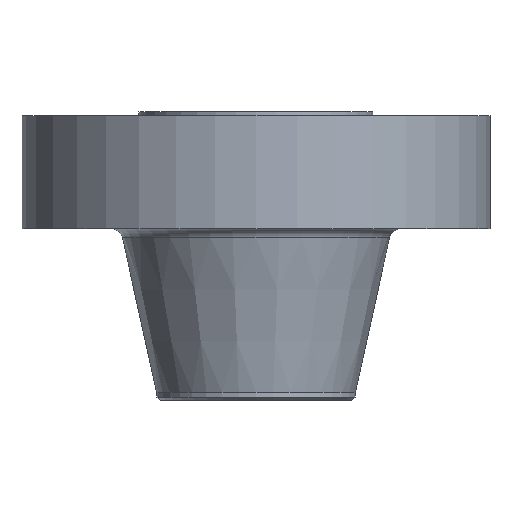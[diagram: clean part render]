
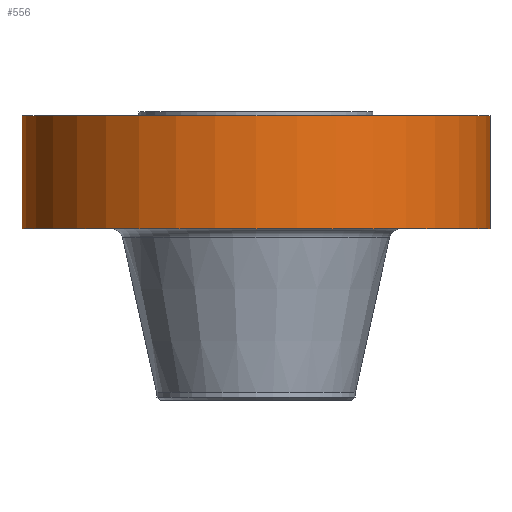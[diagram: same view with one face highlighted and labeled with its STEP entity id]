
A CAD part, front view. The second image highlights one B-rep face of the part: STEP entity #556.
In plain terms, the highlighted cylindrical face has radius 381 mm (diameter 762 mm), a partial arc.
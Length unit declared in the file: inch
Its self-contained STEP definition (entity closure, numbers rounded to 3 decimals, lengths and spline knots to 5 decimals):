
#23 = DIRECTION ( 'NONE',  ( 1., 0., 0. ) ) ;
#28 = EDGE_LOOP ( 'NONE', ( #1091, #538, #417, #1302 ) ) ;
#41 = CARTESIAN_POINT ( 'NONE',  ( 0., 0., 0. ) ) ;
#61 = DIRECTION ( 'NONE',  ( 0., 0., 1. ) ) ;
#66 = LINE ( 'NONE', #508, #630 ) ;
#89 = CARTESIAN_POINT ( 'NONE',  ( 15., 0., -7.5 ) ) ;
#128 = EDGE_CURVE ( 'NONE', #209, #365, #847, .T. ) ;
#209 = VERTEX_POINT ( 'NONE', #89 ) ;
#279 = AXIS2_PLACEMENT_3D ( 'NONE', #884, #1119, #318 ) ;
#318 = DIRECTION ( 'NONE',  ( 1., 0., 0. ) ) ;
#363 = CYLINDRICAL_SURFACE ( 'NONE', #834, 15. ) ;
#365 = VERTEX_POINT ( 'NONE', #765 ) ;
#417 = ORIENTED_EDGE ( 'NONE', *, *, #128, .T. ) ;
#418 = VECTOR ( 'NONE', #1422, 39.37008 ) ;
#451 = CIRCLE ( 'NONE', #279, 15. ) ;
#461 = VERTEX_POINT ( 'NONE', #862 ) ;
#462 = CARTESIAN_POINT ( 'NONE',  ( -15., 0., -7.5 ) ) ;
#469 = DIRECTION ( 'NONE',  ( 0., 0., 1. ) ) ;
#500 = DIRECTION ( 'NONE',  ( 0., 0., 1. ) ) ;
#508 = CARTESIAN_POINT ( 'NONE',  ( -15., 0., 0. ) ) ;
#538 = ORIENTED_EDGE ( 'NONE', *, *, #1282, .T. ) ;
#544 = CIRCLE ( 'NONE', #701, 15. ) ;
#556 = ADVANCED_FACE ( 'NONE', ( #1136 ), #363, .T. ) ;
#630 = VECTOR ( 'NONE', #500, 39.37008 ) ;
#701 = AXIS2_PLACEMENT_3D ( 'NONE', #945, #61, #1395 ) ;
#703 = EDGE_CURVE ( 'NONE', #1401, #461, #66, .T. ) ;
#765 = CARTESIAN_POINT ( 'NONE',  ( 15., 0., -0.25 ) ) ;
#834 = AXIS2_PLACEMENT_3D ( 'NONE', #41, #469, #23 ) ;
#847 = LINE ( 'NONE', #1186, #418 ) ;
#862 = CARTESIAN_POINT ( 'NONE',  ( -15., 0., -0.25 ) ) ;
#884 = CARTESIAN_POINT ( 'NONE',  ( 0., 0., -0.25 ) ) ;
#945 = CARTESIAN_POINT ( 'NONE',  ( 0., 0., -7.5 ) ) ;
#949 = EDGE_CURVE ( 'NONE', #461, #365, #451, .T. ) ;
#1091 = ORIENTED_EDGE ( 'NONE', *, *, #703, .F. ) ;
#1119 = DIRECTION ( 'NONE',  ( 0., 0., 1. ) ) ;
#1136 = FACE_OUTER_BOUND ( 'NONE', #28, .T. ) ;
#1186 = CARTESIAN_POINT ( 'NONE',  ( 15., 0., 0. ) ) ;
#1282 = EDGE_CURVE ( 'NONE', #1401, #209, #544, .T. ) ;
#1302 = ORIENTED_EDGE ( 'NONE', *, *, #949, .F. ) ;
#1395 = DIRECTION ( 'NONE',  ( 1., 0., 0. ) ) ;
#1401 = VERTEX_POINT ( 'NONE', #462 ) ;
#1422 = DIRECTION ( 'NONE',  ( 0., 0., 1. ) ) ;
